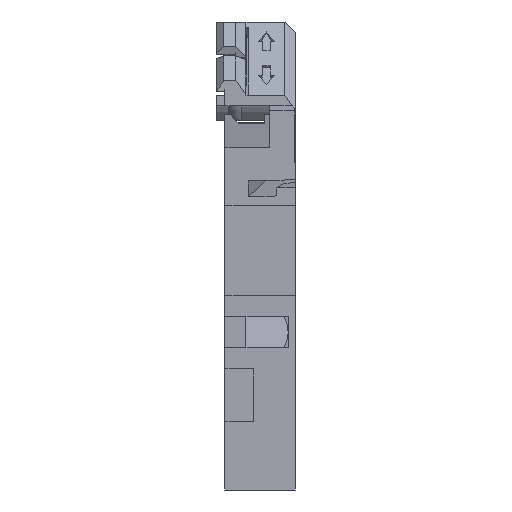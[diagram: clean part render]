
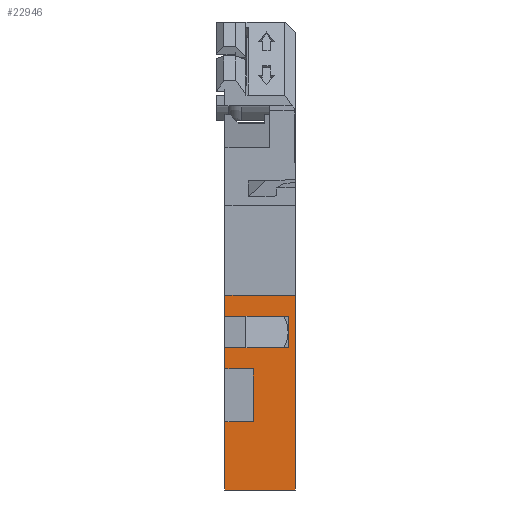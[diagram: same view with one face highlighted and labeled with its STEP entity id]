
A CAD part, left-side view. The second image highlights one B-rep face of the part: STEP entity #22946.
In plain terms, the highlighted planar face has unit normal (-1, 0, 0).
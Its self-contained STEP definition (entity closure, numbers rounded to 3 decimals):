
#752 = CARTESIAN_POINT ( 'NONE',  ( -50., 0., -27. ) ) ;
#1199 = VECTOR ( 'NONE', #10567, 1000. ) ;
#1261 = VECTOR ( 'NONE', #10685, 1000. ) ;
#1362 = LINE ( 'NONE', #23752, #2400 ) ;
#1637 = CARTESIAN_POINT ( 'NONE',  ( -50., -15., 33. ) ) ;
#1709 = ORIENTED_EDGE ( 'NONE', *, *, #5392, .F. ) ;
#1755 = CARTESIAN_POINT ( 'NONE',  ( -50., -1.6, -13. ) ) ;
#1860 = DIRECTION ( 'NONE',  ( 0., 0., 1. ) ) ;
#2080 = CARTESIAN_POINT ( 'NONE',  ( -50., -1.6, -7. ) ) ;
#2400 = VECTOR ( 'NONE', #10288, 1000. ) ;
#2463 = DIRECTION ( 'NONE',  ( 0., 1., 0. ) ) ;
#2700 = LINE ( 'NONE', #24790, #13184 ) ;
#2779 = VERTEX_POINT ( 'NONE', #21784 ) ;
#3047 = ORIENTED_EDGE ( 'NONE', *, *, #18732, .F. ) ;
#3064 = ORIENTED_EDGE ( 'NONE', *, *, #19650, .F. ) ;
#3580 = EDGE_CURVE ( 'NONE', #8929, #10848, #2700, .T. ) ;
#3675 = CARTESIAN_POINT ( 'NONE',  ( -50., -13.6, -5. ) ) ;
#3751 = LINE ( 'NONE', #23389, #27886 ) ;
#5392 = EDGE_CURVE ( 'NONE', #18155, #20506, #13098, .T. ) ;
#5973 = ORIENTED_EDGE ( 'NONE', *, *, #3580, .F. ) ;
#6277 = VERTEX_POINT ( 'NONE', #2080 ) ;
#6706 = EDGE_CURVE ( 'NONE', #11778, #9423, #17559, .T. ) ;
#6759 = FACE_OUTER_BOUND ( 'NONE', #24503, .T. ) ;
#7259 = CARTESIAN_POINT ( 'NONE',  ( -50., -1.6, -40. ) ) ;
#7410 = ORIENTED_EDGE ( 'NONE', *, *, #17071, .T. ) ;
#7930 = VERTEX_POINT ( 'NONE', #13225 ) ;
#8110 = EDGE_CURVE ( 'NONE', #15185, #2779, #17146, .T. ) ;
#8727 = LINE ( 'NONE', #20005, #21793 ) ;
#8840 = LINE ( 'NONE', #20112, #10991 ) ;
#8929 = VERTEX_POINT ( 'NONE', #14997 ) ;
#9096 = DIRECTION ( 'NONE',  ( -1., 0., 0. ) ) ;
#9249 = VECTOR ( 'NONE', #14206, 1000. ) ;
#9423 = VERTEX_POINT ( 'NONE', #13156 ) ;
#10210 = DIRECTION ( 'NONE',  ( 0., -1., 0. ) ) ;
#10288 = DIRECTION ( 'NONE',  ( 0., -1., 0. ) ) ;
#10567 = DIRECTION ( 'NONE',  ( 0., 0., -1. ) ) ;
#10685 = DIRECTION ( 'NONE',  ( 0., 0., -1. ) ) ;
#10848 = VERTEX_POINT ( 'NONE', #28080 ) ;
#10878 = DIRECTION ( 'NONE',  ( 0., 0., 1. ) ) ;
#10991 = VECTOR ( 'NONE', #24353, 1000. ) ;
#11633 = CARTESIAN_POINT ( 'NONE',  ( -50., -15., -40. ) ) ;
#11778 = VERTEX_POINT ( 'NONE', #26553 ) ;
#11963 = ORIENTED_EDGE ( 'NONE', *, *, #26918, .F. ) ;
#12719 = VERTEX_POINT ( 'NONE', #23427 ) ;
#13098 = LINE ( 'NONE', #22314, #18758 ) ;
#13156 = CARTESIAN_POINT ( 'NONE',  ( -50., -1.6, -17. ) ) ;
#13184 = VECTOR ( 'NONE', #20706, 1000. ) ;
#13225 = CARTESIAN_POINT ( 'NONE',  ( -50., -1.6, -3. ) ) ;
#13235 = CARTESIAN_POINT ( 'NONE',  ( -50., -15., -7. ) ) ;
#13584 = LINE ( 'NONE', #22512, #14245 ) ;
#14103 = EDGE_CURVE ( 'NONE', #18155, #23768, #1362, .T. ) ;
#14206 = DIRECTION ( 'NONE',  ( 0., -1., 0. ) ) ;
#14245 = VECTOR ( 'NONE', #2463, 1000. ) ;
#14704 = AXIS2_PLACEMENT_3D ( 'NONE', #15690, #9096, #10878 ) ;
#14997 = CARTESIAN_POINT ( 'NONE',  ( -50., -7., -27. ) ) ;
#15185 = VERTEX_POINT ( 'NONE', #20598 ) ;
#15690 = CARTESIAN_POINT ( 'NONE',  ( -50., -8.787, -19.504 ) ) ;
#17000 = DIRECTION ( 'NONE',  ( 0., 0., -1. ) ) ;
#17071 = EDGE_CURVE ( 'NONE', #2779, #11778, #13584, .T. ) ;
#17146 = LINE ( 'NONE', #3675, #21941 ) ;
#17247 = VECTOR ( 'NONE', #22447, 1000. ) ;
#17467 = PLANE ( 'NONE',  #14704 ) ;
#17559 = LINE ( 'NONE', #1755, #1261 ) ;
#17619 = ORIENTED_EDGE ( 'NONE', *, *, #21938, .F. ) ;
#17797 = EDGE_CURVE ( 'NONE', #9423, #10848, #8840, .T. ) ;
#18155 = VERTEX_POINT ( 'NONE', #7259 ) ;
#18579 = CARTESIAN_POINT ( 'NONE',  ( -50., -1.6, -27. ) ) ;
#18732 = EDGE_CURVE ( 'NONE', #12719, #23768, #21685, .T. ) ;
#18758 = VECTOR ( 'NONE', #20121, 1000. ) ;
#19579 = EDGE_CURVE ( 'NONE', #7930, #12719, #3751, .T. ) ;
#19650 = EDGE_CURVE ( 'NONE', #6277, #7930, #8727, .T. ) ;
#20005 = CARTESIAN_POINT ( 'NONE',  ( -50., -1.6, -12.468 ) ) ;
#20112 = CARTESIAN_POINT ( 'NONE',  ( -50., -8.787, -17. ) ) ;
#20121 = DIRECTION ( 'NONE',  ( 0., 0., 1. ) ) ;
#20506 = VERTEX_POINT ( 'NONE', #18579 ) ;
#20598 = CARTESIAN_POINT ( 'NONE',  ( -50., -13.6, -7. ) ) ;
#20706 = DIRECTION ( 'NONE',  ( 0., 0., 1. ) ) ;
#20741 = ORIENTED_EDGE ( 'NONE', *, *, #6706, .T. ) ;
#21685 = LINE ( 'NONE', #1637, #1199 ) ;
#21784 = CARTESIAN_POINT ( 'NONE',  ( -50., -13.6, -13. ) ) ;
#21793 = VECTOR ( 'NONE', #1860, 1000. ) ;
#21938 = EDGE_CURVE ( 'NONE', #20506, #8929, #25328, .T. ) ;
#21941 = VECTOR ( 'NONE', #17000, 1000. ) ;
#22314 = CARTESIAN_POINT ( 'NONE',  ( -50., -1.6, -40. ) ) ;
#22447 = DIRECTION ( 'NONE',  ( 0., 1., 0. ) ) ;
#22512 = CARTESIAN_POINT ( 'NONE',  ( -50., -15., -13. ) ) ;
#22946 = ADVANCED_FACE ( 'NONE', ( #6759 ), #17467, .T. ) ;
#23070 = ORIENTED_EDGE ( 'NONE', *, *, #8110, .T. ) ;
#23389 = CARTESIAN_POINT ( 'NONE',  ( -50., 0., -3. ) ) ;
#23422 = ORIENTED_EDGE ( 'NONE', *, *, #19579, .F. ) ;
#23427 = CARTESIAN_POINT ( 'NONE',  ( -50., -15., -3. ) ) ;
#23752 = CARTESIAN_POINT ( 'NONE',  ( -50., 0., -40. ) ) ;
#23768 = VERTEX_POINT ( 'NONE', #11633 ) ;
#24191 = ORIENTED_EDGE ( 'NONE', *, *, #14103, .T. ) ;
#24353 = DIRECTION ( 'NONE',  ( 0., -1., 0. ) ) ;
#24354 = LINE ( 'NONE', #13235, #17247 ) ;
#24503 = EDGE_LOOP ( 'NONE', ( #5973, #17619, #1709, #24191, #3047, #23422, #3064, #11963, #23070, #7410, #20741, #28451 ) ) ;
#24790 = CARTESIAN_POINT ( 'NONE',  ( -50., -7., -22.618 ) ) ;
#25328 = LINE ( 'NONE', #752, #9249 ) ;
#26553 = CARTESIAN_POINT ( 'NONE',  ( -50., -1.6, -13. ) ) ;
#26918 = EDGE_CURVE ( 'NONE', #15185, #6277, #24354, .T. ) ;
#27886 = VECTOR ( 'NONE', #10210, 1000. ) ;
#28080 = CARTESIAN_POINT ( 'NONE',  ( -50., -7., -17. ) ) ;
#28451 = ORIENTED_EDGE ( 'NONE', *, *, #17797, .T. ) ;
